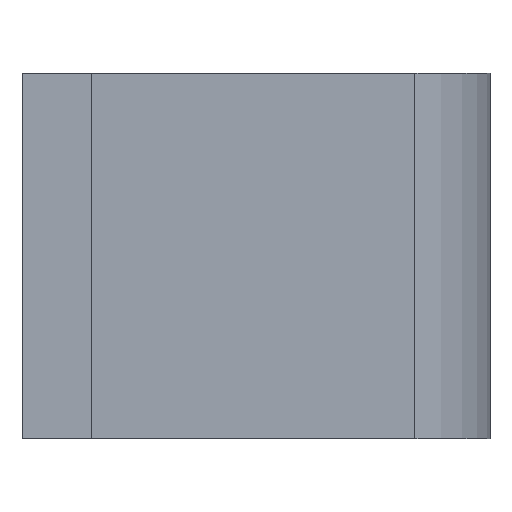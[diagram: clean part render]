
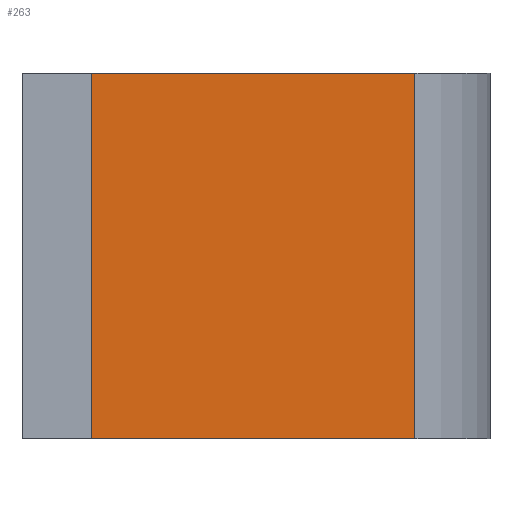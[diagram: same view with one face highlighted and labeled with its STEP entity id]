
A CAD part, front view. The second image highlights one B-rep face of the part: STEP entity #263.
In plain terms, the highlighted planar face has unit normal (0, -1, 0).
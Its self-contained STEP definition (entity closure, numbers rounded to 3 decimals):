
#263=ADVANCED_FACE('1485:5836',(#642),#643,.T.);
#642=FACE_OUTER_BOUND('',#1164,.T.);
#643=PLANE('',#1165);
#1164=EDGE_LOOP('',(#1845,#1846,#1847,#1848));
#1165=AXIS2_PLACEMENT_3D('',#1849,#1850,#1851);
#1845=ORIENTED_EDGE('',*,*,#2992,.T.);
#1846=ORIENTED_EDGE('',*,*,#3088,.F.);
#1847=ORIENTED_EDGE('',*,*,#3112,.T.);
#1848=ORIENTED_EDGE('',*,*,#3113,.T.);
#1849=CARTESIAN_POINT('',(-37.675,-153.718,-298.72));
#1850=DIRECTION('',(0.,-1.0,0.0));
#1851=DIRECTION('',(1.0,0.,0.0));
#2992=EDGE_CURVE('1485:5983',#3570,#3568,#3571,.F.);
#3088=EDGE_CURVE('1485:5998',#3737,#3568,#3739,.T.);
#3112=EDGE_CURVE('1485:5950',#3737,#3774,#3775,.T.);
#3113=EDGE_CURVE('1485:6016',#3774,#3570,#3776,.T.);
#3568=VERTEX_POINT('',#4528);
#3570=VERTEX_POINT('',#4531);
#3571=LINE('',#4532,#4533);
#3737=VERTEX_POINT('',#4930);
#3739=LINE('',#4933,#4934);
#3774=VERTEX_POINT('',#4989);
#3775=LINE('',#4990,#4991);
#3776=LINE('',#4992,#4993);
#4528=CARTESIAN_POINT('',(-72.675,-153.718,-219.72));
#4531=CARTESIAN_POINT('',(-2.675,-153.718,-219.72));
#4532=CARTESIAN_POINT('',(-35.175,-153.718,-219.72));
#4533=VECTOR('',#6078,1.0);
#4930=CARTESIAN_POINT('',(-72.675,-153.718,-298.72));
#4933=CARTESIAN_POINT('',(-72.675,-153.718,-298.72));
#4934=VECTOR('',#6207,1.0);
#4989=CARTESIAN_POINT('',(-2.675,-153.718,-298.72));
#4990=CARTESIAN_POINT('',(-72.675,-153.718,-298.72));
#4991=VECTOR('',#6246,1.0);
#4992=CARTESIAN_POINT('',(-2.675,-153.718,-298.72));
#4993=VECTOR('',#6247,1.0);
#6078=DIRECTION('',(1.0,0.,0.0));
#6207=DIRECTION('',(0.0,0.0,1.0));
#6246=DIRECTION('',(1.0,0.,0.0));
#6247=DIRECTION('',(0.0,0.0,1.0));
